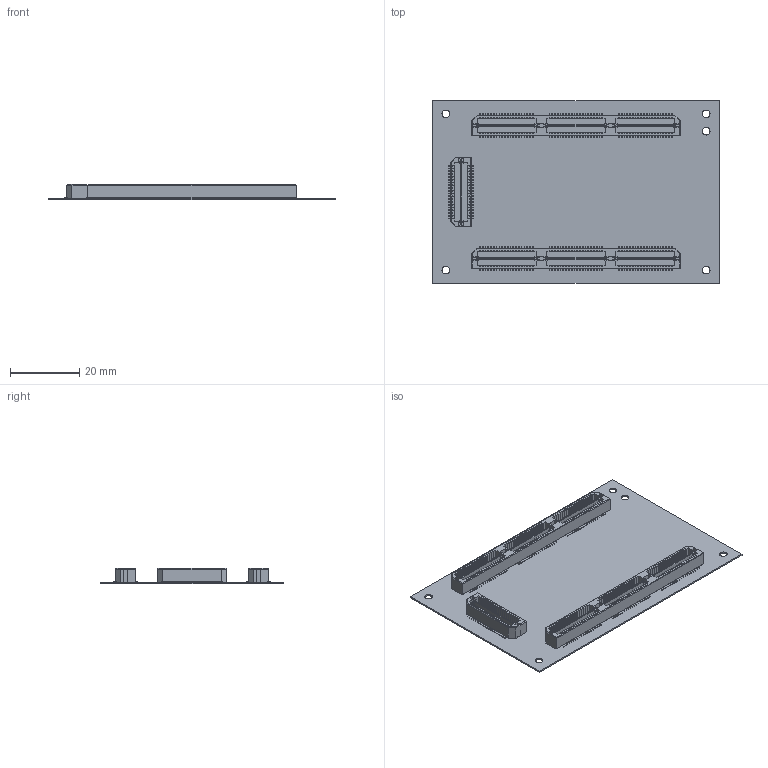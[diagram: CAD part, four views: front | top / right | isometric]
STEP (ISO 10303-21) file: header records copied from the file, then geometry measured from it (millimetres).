
FILE_DESCRIPTION(('Open CASCADE Model'),'2;1');
FILE_NAME('Open CASCADE Shape Model','2017-04-12T20:32:19',('Author'),( 'Open CASCADE'),'Open CASCADE STEP processor 6.8','Open CASCADE 6.8' ,'Unknown');
FILE_SCHEMA(('AUTOMOTIVE_DESIGN { 1 0 10303 214 1 1 1 1 }'));
Length unit declared in the file: millimetre
Products named in the file (13): PCB; Board; J6; QTE-020-01-L-D-A; _QTE-020-01-L-D-A_terminal; _T-1S39-01(020-01-D)_pin; _QTE-T-1G1-01_imp; J2; QTE-060-01-L-D-A; _QTE-060-01-L-D-A_terminal; _T-1S39-01(060-01-D)_pin; J1
Assembly tree (17 placements, depth 4):
  PCB
    Board
    J6
      QTE-020-01-L-D-A
        _QTE-020-01-L-D-A_terminal
        _T-1S39-01(020-01-D)_pin
        _QTE-T-1G1-01_imp
    J2
      QTE-060-01-L-D-A
        _QTE-060-01-L-D-A_terminal
        _T-1S39-01(060-01-D)_pin  x3
        _QTE-T-1G1-01_imp  x3
    J1
      QTE-060-01-L-D-A
        _QTE-060-01-L-D-A_terminal
        _T-1S39-01(060-01-D)_pin  x3
        _QTE-T-1G1-01_imp  x3
Bounding box: 82.6 x 52.6 x 4.53 mm (x, y, z)
Volume: 4025.3 mm3; surface area: 17762.1 mm2
Topology: 18 solids, 18 shells, 8348 faces, 25221 edges, 16622 vertices
Faces by surface type: plane 7191, cylinder 1151, sphere 6
Full cylindrical faces by diameter (mm): 0.889 x6, 1.016 x6, 2.2 x5
Entity records: 123971 total; most frequent: ORIENTED_EDGE 18518, CARTESIAN_POINT 18398, DIRECTION 16081, EDGE_CURVE 9259, LINE 8563, VECTOR 8563, VERTEX_POINT 6068, AXIS2_PLACEMENT_3D 3759
